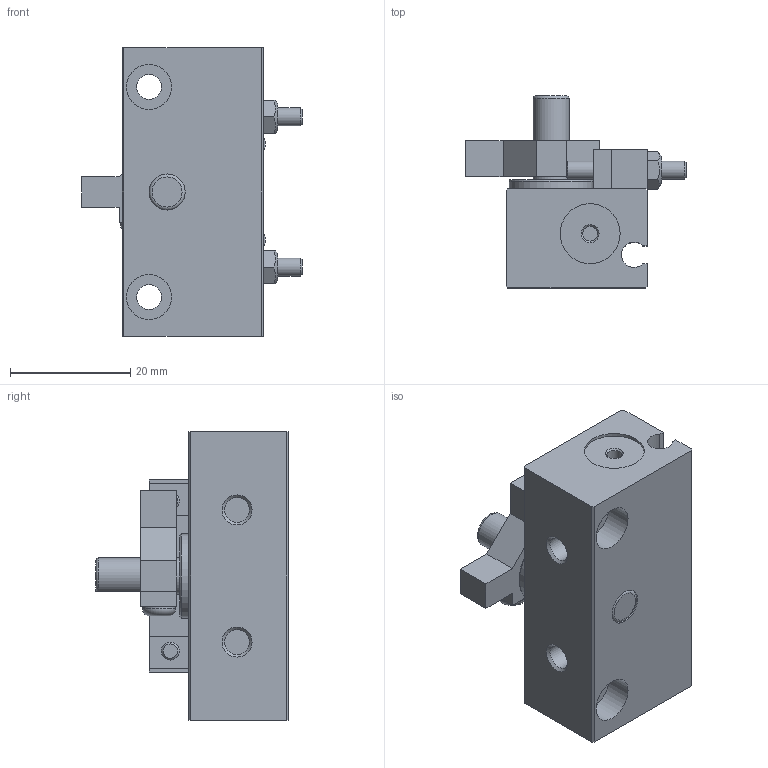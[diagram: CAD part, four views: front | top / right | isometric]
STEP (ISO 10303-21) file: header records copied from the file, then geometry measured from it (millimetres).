
FILE_DESCRIPTION( ( 'STEP AP203' ), '1' );
FILE_NAME( 'MCRJ-S-8-90(0).stp', '2020-07-16T09:56:42', ( 'License CC BY-ND 4.0' ), ( 'CADENAS' ), ' ', 'PARTsolutions', ' ' );
FILE_SCHEMA( ( 'CONFIG_CONTROL_DESIGN' ) );
Length unit declared in the file: millimetre
Products named in the file (3): MCRJ-S-8-90(0); _MCRJ-S-8-90_(b); _MCRJ-S-8-90_(r)
Assembly tree (2 placements, depth 2):
  MCRJ-S-8-90(0)
    _MCRJ-S-8-90_(b)
    _MCRJ-S-8-90_(r)
Bounding box: 36.7 x 32 x 48 mm (x, y, z)
Volume: 20149.4 mm3; surface area: 8545 mm2
Topology: 2 solids, 2 shells, 162 faces, 379 edges, 244 vertices
Faces by surface type: plane 118, cylinder 27, cone 10, torus 7
Full cylindrical faces by diameter (mm): 2.459 x2, 3 x4, 4.134 x4, 5.5 x4, 6 x2, 7.5 x4, 10 x2, 14 x1
Entity records: 4518 total; most frequent: CARTESIAN_POINT 851, DIRECTION 722, ORIENTED_EDGE 666, EDGE_CURVE 333, LINE 246, VECTOR 246, AXIS2_PLACEMENT_3D 238, VERTEX_POINT 237
